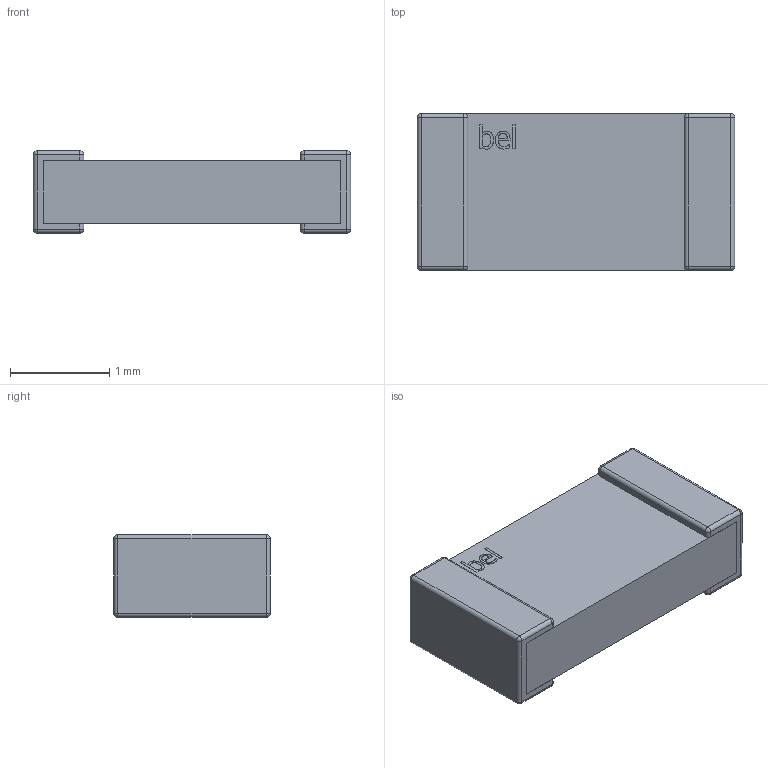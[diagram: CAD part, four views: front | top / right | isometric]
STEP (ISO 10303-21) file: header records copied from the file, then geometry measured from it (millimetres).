
FILE_DESCRIPTION(/* description */ (''),/* implementation_level */ '2;1');
FILE_NAME(/* name */ '0685T3000-01.stp',/* time_stamp */ '2021-04-27T18:27:24+02:00',/* author */ ('AbuBakr'),/* organization */ (''),/* preprocessor_version */ 'ST-DEVELOPER v17',/* originating_system */ 'Autodesk Inventor 2019',/* authorisation */ '');
FILE_SCHEMA (('AUTOMOTIVE_DESIGN { 1 0 10303 214 3 1 1 }'));
Products named in the file (4): 0685T3000-01; In; out; bel
Assembly tree (3 placements, depth 2):
  0685T3000-01
    In
    out
    bel
Bounding box: 3.2 x 1.58 x 0.83 mm (x, y, z)
Volume: 3.5 mm3; surface area: 26.7 mm2
Topology: 6 solids, 6 shells, 112 faces, 252 edges, 152 vertices
Faces by surface type: plane 47, cylinder 28, bspline 21, sphere 16
Entity records: 3336 total; most frequent: CARTESIAN_POINT 796, ORIENTED_EDGE 504, DIRECTION 462, EDGE_CURVE 252, LINE 154, VECTOR 154, AXIS2_PLACEMENT_3D 154, VERTEX_POINT 152
